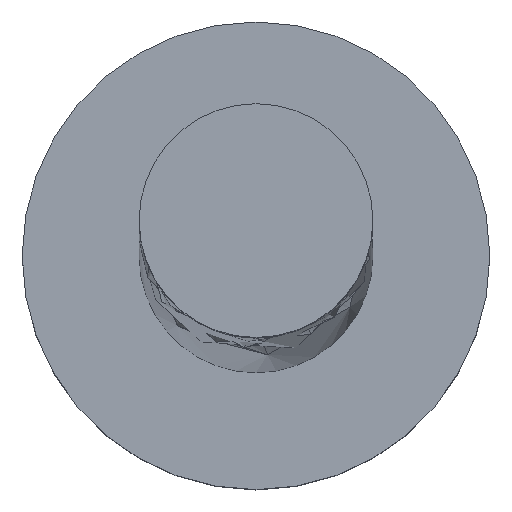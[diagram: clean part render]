
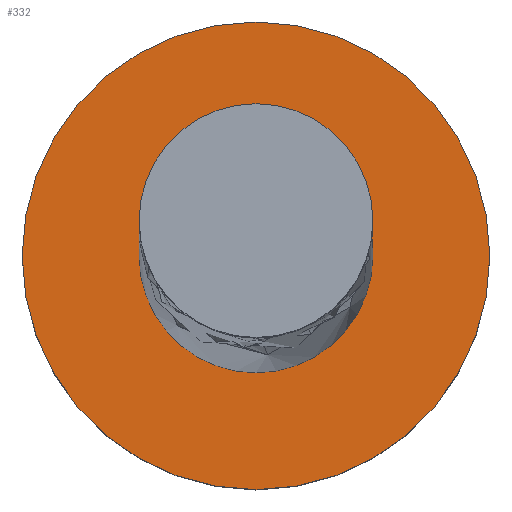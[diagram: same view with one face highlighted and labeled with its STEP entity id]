
A CAD part, top view. The second image highlights one B-rep face of the part: STEP entity #332.
In plain terms, the highlighted planar face has unit normal (0, 0, 1).
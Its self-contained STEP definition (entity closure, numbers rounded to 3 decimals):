
#70 = DIRECTION ( 'NONE',  ( 0., 0., 1. ) ) ;
#79 = EDGE_CURVE ( 'NONE', #516, #721, #815, .T. ) ;
#146 = ORIENTED_EDGE ( 'NONE', *, *, #770, .F. ) ;
#153 = DIRECTION ( 'NONE',  ( 1., 0., 0. ) ) ;
#180 = VERTEX_POINT ( 'NONE', #503 ) ;
#199 = DIRECTION ( 'NONE',  ( 0., 0., 1. ) ) ;
#229 = AXIS2_PLACEMENT_3D ( 'NONE', #855, #1244, #429 ) ;
#320 = VERTEX_POINT ( 'NONE', #1683 ) ;
#332 = ADVANCED_FACE ( 'NONE', ( #1128, #1557 ), #739, .T. ) ;
#349 = ORIENTED_EDGE ( 'NONE', *, *, #79, .T. ) ;
#361 = DIRECTION ( 'NONE',  ( 0., 0., 1. ) ) ;
#366 = DIRECTION ( 'NONE',  ( 0., 0., 1. ) ) ;
#382 = DIRECTION ( 'NONE',  ( 1., 0., 0. ) ) ;
#396 = AXIS2_PLACEMENT_3D ( 'NONE', #1698, #366, #382 ) ;
#429 = DIRECTION ( 'NONE',  ( 1., 0., 0. ) ) ;
#503 = CARTESIAN_POINT ( 'NONE',  ( 1.25, 0., 2. ) ) ;
#516 = VERTEX_POINT ( 'NONE', #636 ) ;
#547 = AXIS2_PLACEMENT_3D ( 'NONE', #868, #199, #1554 ) ;
#594 = ORIENTED_EDGE ( 'NONE', *, *, #667, .F. ) ;
#607 = CARTESIAN_POINT ( 'NONE',  ( -2.5, 0., 2. ) ) ;
#636 = CARTESIAN_POINT ( 'NONE',  ( 2.5, 0., 2. ) ) ;
#651 = CIRCLE ( 'NONE', #396, 2.5 ) ;
#667 = EDGE_CURVE ( 'NONE', #320, #180, #846, .T. ) ;
#720 = DIRECTION ( 'NONE',  ( 1., 0., 0. ) ) ;
#721 = VERTEX_POINT ( 'NONE', #607 ) ;
#739 = PLANE ( 'NONE',  #980 ) ;
#748 = EDGE_LOOP ( 'NONE', ( #594, #146 ) ) ;
#770 = EDGE_CURVE ( 'NONE', #180, #320, #1437, .T. ) ;
#775 = ORIENTED_EDGE ( 'NONE', *, *, #1047, .T. ) ;
#815 = CIRCLE ( 'NONE', #1236, 2.5 ) ;
#846 = CIRCLE ( 'NONE', #547, 1.25 ) ;
#855 = CARTESIAN_POINT ( 'NONE',  ( 0., 0., 2. ) ) ;
#868 = CARTESIAN_POINT ( 'NONE',  ( 0., 0., 2. ) ) ;
#980 = AXIS2_PLACEMENT_3D ( 'NONE', #1672, #70, #720 ) ;
#1047 = EDGE_CURVE ( 'NONE', #721, #516, #651, .T. ) ;
#1101 = CARTESIAN_POINT ( 'NONE',  ( 0., 0., 2. ) ) ;
#1128 = FACE_BOUND ( 'NONE', #748, .T. ) ;
#1236 = AXIS2_PLACEMENT_3D ( 'NONE', #1101, #361, #153 ) ;
#1244 = DIRECTION ( 'NONE',  ( 0., 0., 1. ) ) ;
#1437 = CIRCLE ( 'NONE', #229, 1.25 ) ;
#1554 = DIRECTION ( 'NONE',  ( 1., 0., 0. ) ) ;
#1557 = FACE_OUTER_BOUND ( 'NONE', #1569, .T. ) ;
#1569 = EDGE_LOOP ( 'NONE', ( #775, #349 ) ) ;
#1672 = CARTESIAN_POINT ( 'NONE',  ( 0., 0., 2. ) ) ;
#1683 = CARTESIAN_POINT ( 'NONE',  ( -1.25, 0., 2. ) ) ;
#1698 = CARTESIAN_POINT ( 'NONE',  ( 0., 0., 2. ) ) ;
